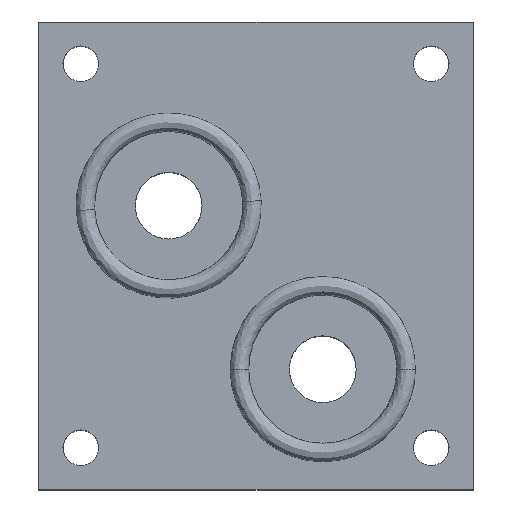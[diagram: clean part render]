
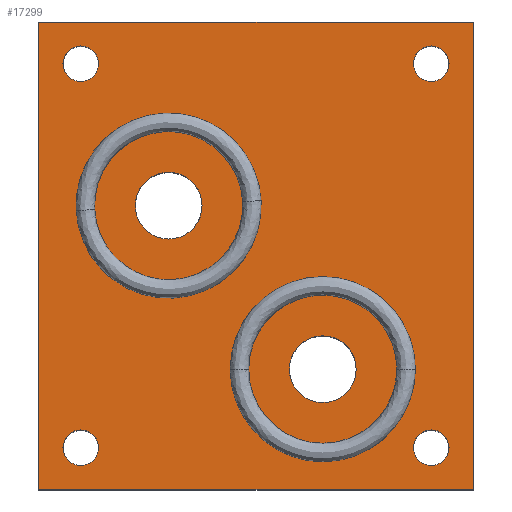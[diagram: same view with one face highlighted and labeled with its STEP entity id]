
A CAD part, top view. The second image highlights one B-rep face of the part: STEP entity #17299.
In plain terms, the highlighted planar face has unit normal (0, 0, 1).
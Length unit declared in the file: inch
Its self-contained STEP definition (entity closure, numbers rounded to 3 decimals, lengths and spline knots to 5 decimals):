
#5 = EDGE_CURVE ( 'NONE', #12390, #325, #8447, .T. ) ;
#189 = CARTESIAN_POINT ( 'NONE',  ( 0., 0., 0. ) ) ;
#235 = DIRECTION ( 'NONE',  ( 0., 1., 0. ) ) ;
#325 = VERTEX_POINT ( 'NONE', #21800 ) ;
#362 = CARTESIAN_POINT ( 'NONE',  ( 0., 0., 0. ) ) ;
#795 = LINE ( 'NONE', #20934, #15993 ) ;
#833 = ORIENTED_EDGE ( 'NONE', *, *, #3329, .F. ) ;
#960 = ORIENTED_EDGE ( 'NONE', *, *, #16800, .F. ) ;
#1078 = DIRECTION ( 'NONE',  ( -1., 0., 0. ) ) ;
#1225 = CIRCLE ( 'NONE', #5921, 0.133 ) ;
#1257 = DIRECTION ( 'NONE',  ( 0., 0., 1. ) ) ;
#1464 = ORIENTED_EDGE ( 'NONE', *, *, #10712, .F. ) ;
#1552 = VERTEX_POINT ( 'NONE', #12664 ) ;
#1606 = CARTESIAN_POINT ( 'NONE',  ( 0.971, 2.125, 0. ) ) ;
#1612 = CARTESIAN_POINT ( 'NONE',  ( 2.9375, 3.1875, 0. ) ) ;
#2091 = DIRECTION ( 'NONE',  ( 0., 0., 1. ) ) ;
#2438 = EDGE_LOOP ( 'NONE', ( #21022, #13037, #10116, #960 ) ) ;
#2615 = CARTESIAN_POINT ( 'NONE',  ( 0.3125, 3.1875, 0. ) ) ;
#2773 = DIRECTION ( 'NONE',  ( 0., 0., 1. ) ) ;
#3069 = FACE_BOUND ( 'NONE', #20000, .T. ) ;
#3264 = CARTESIAN_POINT ( 'NONE',  ( 0.3125, 3.1875, 0. ) ) ;
#3298 = DIRECTION ( 'NONE',  ( -1., 0., 0. ) ) ;
#3329 = EDGE_CURVE ( 'NONE', #14327, #4768, #6826, .T. ) ;
#3346 = AXIS2_PLACEMENT_3D ( 'NONE', #2615, #1257, #16248 ) ;
#3542 = FACE_BOUND ( 'NONE', #7190, .T. ) ;
#3605 = ORIENTED_EDGE ( 'NONE', *, *, #5, .F. ) ;
#4116 = DIRECTION ( 'NONE',  ( 0., -1., 0. ) ) ;
#4143 = CIRCLE ( 'NONE', #19441, 0.133 ) ;
#4534 = VERTEX_POINT ( 'NONE', #23073 ) ;
#4600 = VERTEX_POINT ( 'NONE', #15819 ) ;
#4768 = VERTEX_POINT ( 'NONE', #20340 ) ;
#5024 = CARTESIAN_POINT ( 'NONE',  ( 0., 3.5, 0. ) ) ;
#5385 = FACE_BOUND ( 'NONE', #13494, .T. ) ;
#5416 = DIRECTION ( 'NONE',  ( 0., 0., 1. ) ) ;
#5527 = EDGE_CURVE ( 'NONE', #12312, #4534, #23308, .T. ) ;
#5547 = DIRECTION ( 'NONE',  ( 0., 0., 1. ) ) ;
#5607 = VERTEX_POINT ( 'NONE', #9946 ) ;
#5665 = VERTEX_POINT ( 'NONE', #22090 ) ;
#5785 = CARTESIAN_POINT ( 'NONE',  ( 0.3125, 0.3125, 0. ) ) ;
#5892 = CARTESIAN_POINT ( 'NONE',  ( 2.9375, 0.3125, 0. ) ) ;
#5921 = AXIS2_PLACEMENT_3D ( 'NONE', #1612, #5547, #18337 ) ;
#6275 = VERTEX_POINT ( 'NONE', #10593 ) ;
#6590 = DIRECTION ( 'NONE',  ( -1., 0., 0. ) ) ;
#6826 = CIRCLE ( 'NONE', #7614, 0.133 ) ;
#6870 = FACE_BOUND ( 'NONE', #11849, .T. ) ;
#7190 = EDGE_LOOP ( 'NONE', ( #19621, #8191 ) ) ;
#7614 = AXIS2_PLACEMENT_3D ( 'NONE', #10565, #10443, #3298 ) ;
#8033 = ORIENTED_EDGE ( 'NONE', *, *, #5527, .F. ) ;
#8064 = CIRCLE ( 'NONE', #3346, 0.133 ) ;
#8125 = LINE ( 'NONE', #19057, #10080 ) ;
#8191 = ORIENTED_EDGE ( 'NONE', *, *, #9307, .F. ) ;
#8447 = CIRCLE ( 'NONE', #14330, 0.25 ) ;
#8520 = AXIS2_PLACEMENT_3D ( 'NONE', #21442, #2773, #6590 ) ;
#8740 = VERTEX_POINT ( 'NONE', #189 ) ;
#8861 = CIRCLE ( 'NONE', #22576, 0.133 ) ;
#8928 = DIRECTION ( 'NONE',  ( 0., 0., 1. ) ) ;
#9164 = DIRECTION ( 'NONE',  ( 0., 0., 1. ) ) ;
#9291 = CARTESIAN_POINT ( 'NONE',  ( 2.125, 0.9, 0. ) ) ;
#9307 = EDGE_CURVE ( 'NONE', #15464, #5665, #1225, .T. ) ;
#9328 = CARTESIAN_POINT ( 'NONE',  ( 0.721, 2.125, 0. ) ) ;
#9411 = VECTOR ( 'NONE', #10558, 39.37008 ) ;
#9946 = CARTESIAN_POINT ( 'NONE',  ( 3.25, 0., 0. ) ) ;
#10080 = VECTOR ( 'NONE', #16967, 39.37008 ) ;
#10116 = ORIENTED_EDGE ( 'NONE', *, *, #12044, .F. ) ;
#10127 = ORIENTED_EDGE ( 'NONE', *, *, #12673, .F. ) ;
#10443 = DIRECTION ( 'NONE',  ( 0., 0., 1. ) ) ;
#10558 = DIRECTION ( 'NONE',  ( -1., 0., 0. ) ) ;
#10565 = CARTESIAN_POINT ( 'NONE',  ( 0.3125, 0.3125, 0. ) ) ;
#10593 = CARTESIAN_POINT ( 'NONE',  ( 1.875, 0.9, 0. ) ) ;
#10712 = EDGE_CURVE ( 'NONE', #4534, #12312, #21264, .T. ) ;
#10825 = EDGE_CURVE ( 'NONE', #18632, #6275, #12644, .T. ) ;
#11051 = EDGE_LOOP ( 'NONE', ( #8033, #1464 ) ) ;
#11340 = CIRCLE ( 'NONE', #20366, 0.25 ) ;
#11465 = AXIS2_PLACEMENT_3D ( 'NONE', #9291, #9164, #16778 ) ;
#11795 = ORIENTED_EDGE ( 'NONE', *, *, #23095, .F. ) ;
#11849 = EDGE_LOOP ( 'NONE', ( #3605, #12488 ) ) ;
#11970 = CARTESIAN_POINT ( 'NONE',  ( 0., 3.5, 0. ) ) ;
#11997 = EDGE_CURVE ( 'NONE', #4768, #14327, #17911, .T. ) ;
#12044 = EDGE_CURVE ( 'NONE', #16642, #15338, #8125, .T. ) ;
#12246 = AXIS2_PLACEMENT_3D ( 'NONE', #5892, #13497, #13261 ) ;
#12312 = VERTEX_POINT ( 'NONE', #13117 ) ;
#12390 = VERTEX_POINT ( 'NONE', #9328 ) ;
#12488 = ORIENTED_EDGE ( 'NONE', *, *, #19492, .F. ) ;
#12644 = CIRCLE ( 'NONE', #11465, 0.25 ) ;
#12664 = CARTESIAN_POINT ( 'NONE',  ( 0.1795, 3.1875, 0. ) ) ;
#12673 = EDGE_CURVE ( 'NONE', #6275, #18632, #23835, .T. ) ;
#12876 = FACE_BOUND ( 'NONE', #11051, .T. ) ;
#13037 = ORIENTED_EDGE ( 'NONE', *, *, #13365, .F. ) ;
#13117 = CARTESIAN_POINT ( 'NONE',  ( 2.8045, 0.3125, 0. ) ) ;
#13261 = DIRECTION ( 'NONE',  ( -1., 0., 0. ) ) ;
#13283 = CARTESIAN_POINT ( 'NONE',  ( 0.1795, 0.3125, 0. ) ) ;
#13334 = CARTESIAN_POINT ( 'NONE',  ( 2.375, 0.9, 0. ) ) ;
#13365 = EDGE_CURVE ( 'NONE', #15338, #5607, #795, .T. ) ;
#13418 = DIRECTION ( 'NONE',  ( -1., 0., 0. ) ) ;
#13494 = EDGE_LOOP ( 'NONE', ( #10127, #23913 ) ) ;
#13497 = DIRECTION ( 'NONE',  ( 0., 0., 1. ) ) ;
#13661 = CARTESIAN_POINT ( 'NONE',  ( 3.0705, 3.1875, 0. ) ) ;
#14327 = VERTEX_POINT ( 'NONE', #13283 ) ;
#14330 = AXIS2_PLACEMENT_3D ( 'NONE', #24052, #21702, #1078 ) ;
#14661 = AXIS2_PLACEMENT_3D ( 'NONE', #16834, #5416, #22252 ) ;
#14836 = LINE ( 'NONE', #22326, #9411 ) ;
#15338 = VERTEX_POINT ( 'NONE', #24001 ) ;
#15464 = VERTEX_POINT ( 'NONE', #13661 ) ;
#15566 = ORIENTED_EDGE ( 'NONE', *, *, #20302, .F. ) ;
#15819 = CARTESIAN_POINT ( 'NONE',  ( 0.4455, 3.1875, 0. ) ) ;
#15957 = EDGE_CURVE ( 'NONE', #5607, #8740, #14836, .T. ) ;
#15993 = VECTOR ( 'NONE', #4116, 39.37008 ) ;
#16248 = DIRECTION ( 'NONE',  ( -1., 0., 0. ) ) ;
#16292 = CARTESIAN_POINT ( 'NONE',  ( 2.9375, 3.1875, 0. ) ) ;
#16601 = DIRECTION ( 'NONE',  ( -1., 0., 0. ) ) ;
#16642 = VERTEX_POINT ( 'NONE', #11970 ) ;
#16778 = DIRECTION ( 'NONE',  ( -1., 0., 0. ) ) ;
#16800 = EDGE_CURVE ( 'NONE', #8740, #16642, #19162, .T. ) ;
#16834 = CARTESIAN_POINT ( 'NONE',  ( 2.9375, 0.3125, 0. ) ) ;
#16967 = DIRECTION ( 'NONE',  ( 1., 0., 0. ) ) ;
#17299 = ADVANCED_FACE ( 'NONE', ( #22217, #5385, #6870, #12876, #3542, #3069, #18053 ), #21853, .F. ) ;
#17911 = CIRCLE ( 'NONE', #21447, 0.133 ) ;
#18013 = DIRECTION ( 'NONE',  ( -1., 0., 0. ) ) ;
#18053 = FACE_BOUND ( 'NONE', #20122, .T. ) ;
#18337 = DIRECTION ( 'NONE',  ( -1., 0., 0. ) ) ;
#18382 = VECTOR ( 'NONE', #235, 39.37008 ) ;
#18632 = VERTEX_POINT ( 'NONE', #13334 ) ;
#19057 = CARTESIAN_POINT ( 'NONE',  ( 0., 3.5, 0. ) ) ;
#19073 = DIRECTION ( 'NONE',  ( 0., 0., 1. ) ) ;
#19162 = LINE ( 'NONE', #362, #18382 ) ;
#19441 = AXIS2_PLACEMENT_3D ( 'NONE', #3264, #8928, #18013 ) ;
#19492 = EDGE_CURVE ( 'NONE', #325, #12390, #11340, .T. ) ;
#19621 = ORIENTED_EDGE ( 'NONE', *, *, #23126, .F. ) ;
#20000 = EDGE_LOOP ( 'NONE', ( #15566, #11795 ) ) ;
#20122 = EDGE_LOOP ( 'NONE', ( #833, #20240 ) ) ;
#20240 = ORIENTED_EDGE ( 'NONE', *, *, #11997, .F. ) ;
#20302 = EDGE_CURVE ( 'NONE', #1552, #4600, #8064, .T. ) ;
#20340 = CARTESIAN_POINT ( 'NONE',  ( 0.4455, 0.3125, 0. ) ) ;
#20366 = AXIS2_PLACEMENT_3D ( 'NONE', #1606, #20408, #16601 ) ;
#20408 = DIRECTION ( 'NONE',  ( 0., 0., 1. ) ) ;
#20889 = DIRECTION ( 'NONE',  ( -1., 0., 0. ) ) ;
#20934 = CARTESIAN_POINT ( 'NONE',  ( 3.25, 3.5, 0. ) ) ;
#20958 = DIRECTION ( 'NONE',  ( -1., 0., 0. ) ) ;
#21022 = ORIENTED_EDGE ( 'NONE', *, *, #15957, .F. ) ;
#21264 = CIRCLE ( 'NONE', #12246, 0.133 ) ;
#21442 = CARTESIAN_POINT ( 'NONE',  ( 2.125, 0.9, 0. ) ) ;
#21447 = AXIS2_PLACEMENT_3D ( 'NONE', #5785, #2091, #20889 ) ;
#21702 = DIRECTION ( 'NONE',  ( 0., 0., 1. ) ) ;
#21800 = CARTESIAN_POINT ( 'NONE',  ( 1.221, 2.125, 0. ) ) ;
#21853 = PLANE ( 'NONE',  #23914 ) ;
#22090 = CARTESIAN_POINT ( 'NONE',  ( 2.8045, 3.1875, 0. ) ) ;
#22217 = FACE_OUTER_BOUND ( 'NONE', #2438, .T. ) ;
#22252 = DIRECTION ( 'NONE',  ( -1., 0., 0. ) ) ;
#22326 = CARTESIAN_POINT ( 'NONE',  ( 0., 0., 0. ) ) ;
#22576 = AXIS2_PLACEMENT_3D ( 'NONE', #16292, #19073, #13418 ) ;
#22700 = DIRECTION ( 'NONE',  ( 0., 0., -1. ) ) ;
#23073 = CARTESIAN_POINT ( 'NONE',  ( 3.0705, 0.3125, 0. ) ) ;
#23095 = EDGE_CURVE ( 'NONE', #4600, #1552, #4143, .T. ) ;
#23126 = EDGE_CURVE ( 'NONE', #5665, #15464, #8861, .T. ) ;
#23308 = CIRCLE ( 'NONE', #14661, 0.133 ) ;
#23835 = CIRCLE ( 'NONE', #8520, 0.25 ) ;
#23913 = ORIENTED_EDGE ( 'NONE', *, *, #10825, .F. ) ;
#23914 = AXIS2_PLACEMENT_3D ( 'NONE', #5024, #22700, #20958 ) ;
#24001 = CARTESIAN_POINT ( 'NONE',  ( 3.25, 3.5, 0. ) ) ;
#24052 = CARTESIAN_POINT ( 'NONE',  ( 0.971, 2.125, 0. ) ) ;
